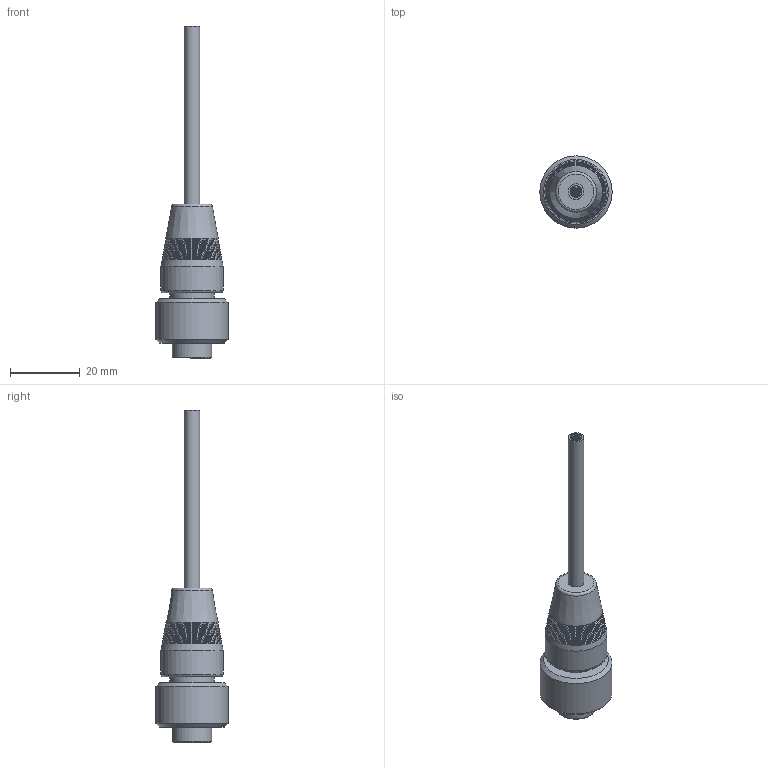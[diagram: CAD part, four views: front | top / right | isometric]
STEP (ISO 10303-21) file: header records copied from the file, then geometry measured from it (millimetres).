
FILE_DESCRIPTION(/* description */ (''),/* implementation_level */ '2;1');
FILE_NAME(/* name */ 'A3P.stp',/* time_stamp */ '2017-05-02T16:02:44-04:00',/* author */ ('aneininger'),/* organization */ (''),/* preprocessor_version */ 'ST-DEVELOPER v16.5',/* originating_system */ 'Autodesk Inventor 2017',/* authorisation */ '');
FILE_SCHEMA (('AUTOMOTIVE_DESIGN { 1 0 10303 214 3 1 1 }'));
Length unit declared in the file: inch
Products named in the file (1): A3P
Bounding box: 20.65 x 20.65 x 94.9 mm (x, y, z)
Volume: 9549 mm3; surface area: 5388.4 mm2
Topology: 1 solids, 1 shells, 377 faces, 708 edges, 390 vertices
Faces by surface type: cylinder 166, plane 145, cone 32, bspline 27, torus 7
Full cylindrical faces by diameter (mm): 0.127 x6, 0.128 x13, 0.203 x36, 1.448 x3, 1.727 x3, 2.286 x3, 3.2 x1, 3.353 x1, 4.47 x1, 12.649 x1, 12.827 x1, 14.605 x1, 15.875 x1, 17.78 x1, 20.649 x1
Entity records: 11682 total; most frequent: CARTESIAN_POINT 4075, DIRECTION 1616, ORIENTED_EDGE 1304, AXIS2_PLACEMENT_3D 730, EDGE_CURVE 594, EDGE_LOOP 524, ADVANCED_FACE 377, FACE_OUTER_BOUND 376
